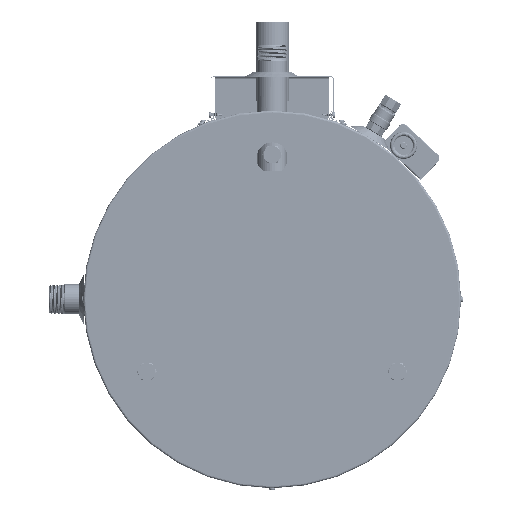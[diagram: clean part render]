
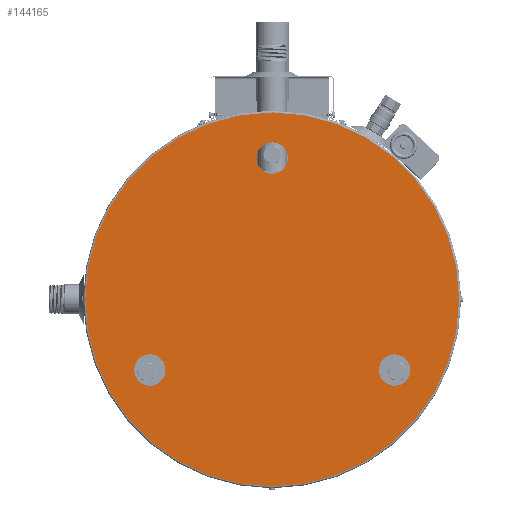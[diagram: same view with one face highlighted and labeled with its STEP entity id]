
A CAD part, front view. The second image highlights one B-rep face of the part: STEP entity #144165.
In plain terms, the highlighted planar face has unit normal (0, -1, 0).
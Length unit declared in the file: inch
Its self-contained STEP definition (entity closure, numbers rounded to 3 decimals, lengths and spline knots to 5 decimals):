
#353 = DIRECTION ( 'NONE',  ( 0., 1., 0. ) ) ;
#6446 = CARTESIAN_POINT ( 'NONE',  ( -1., 1.705, 9. ) ) ;
#7889 = CARTESIAN_POINT ( 'NONE',  ( 6.79423, 1.705, -4.5 ) ) ;
#13841 = AXIS2_PLACEMENT_3D ( 'NONE', #81108, #22529, #33196 ) ;
#22529 = DIRECTION ( 'NONE',  ( 0., 1., 0. ) ) ;
#30232 = DIRECTION ( 'NONE',  ( 0., -1., 0. ) ) ;
#31301 = VERTEX_POINT ( 'NONE', #89142 ) ;
#33196 = DIRECTION ( 'NONE',  ( -1., 0., 0. ) ) ;
#38669 = AXIS2_PLACEMENT_3D ( 'NONE', #133999, #53283, #143192 ) ;
#40924 = AXIS2_PLACEMENT_3D ( 'NONE', #59181, #117788, #59922 ) ;
#43016 = FACE_BOUND ( 'NONE', #140651, .T. ) ;
#50306 = ORIENTED_EDGE ( 'NONE', *, *, #121721, .T. ) ;
#53283 = DIRECTION ( 'NONE',  ( 0., 1., 0. ) ) ;
#53814 = VERTEX_POINT ( 'NONE', #72308 ) ;
#58007 = EDGE_CURVE ( 'NONE', #125113, #125113, #106187, .T. ) ;
#58378 = ORIENTED_EDGE ( 'NONE', *, *, #110480, .T. ) ;
#59181 = CARTESIAN_POINT ( 'NONE',  ( 0., 1.705, 9. ) ) ;
#59922 = DIRECTION ( 'NONE',  ( -1., 0., 0. ) ) ;
#70527 = EDGE_LOOP ( 'NONE', ( #50306 ) ) ;
#72308 = CARTESIAN_POINT ( 'NONE',  ( -8.79423, 1.705, -4.5 ) ) ;
#80981 = AXIS2_PLACEMENT_3D ( 'NONE', #99541, #30232, #123103 ) ;
#81108 = CARTESIAN_POINT ( 'NONE',  ( 7.79423, 1.705, -4.5 ) ) ;
#89142 = CARTESIAN_POINT ( 'NONE',  ( 11.905, 1.705, 0. ) ) ;
#89236 = ORIENTED_EDGE ( 'NONE', *, *, #58007, .T. ) ;
#91398 = EDGE_LOOP ( 'NONE', ( #58378 ) ) ;
#97062 = VERTEX_POINT ( 'NONE', #6446 ) ;
#99541 = CARTESIAN_POINT ( 'NONE',  ( 0., 1.705, 0. ) ) ;
#101906 = CIRCLE ( 'NONE', #38669, 1. ) ;
#104243 = EDGE_CURVE ( 'NONE', #31301, #31301, #146757, .T. ) ;
#106187 = CIRCLE ( 'NONE', #13841, 1. ) ;
#110480 = EDGE_CURVE ( 'NONE', #53814, #53814, #101906, .T. ) ;
#112255 = FACE_BOUND ( 'NONE', #91398, .T. ) ;
#113434 = CIRCLE ( 'NONE', #40924, 1. ) ;
#113761 = FACE_OUTER_BOUND ( 'NONE', #114199, .T. ) ;
#114199 = EDGE_LOOP ( 'NONE', ( #118136 ) ) ;
#117788 = DIRECTION ( 'NONE',  ( 0., 1., 0. ) ) ;
#118136 = ORIENTED_EDGE ( 'NONE', *, *, #104243, .T. ) ;
#121721 = EDGE_CURVE ( 'NONE', #97062, #97062, #113434, .T. ) ;
#123103 = DIRECTION ( 'NONE',  ( 1., 0., 0. ) ) ;
#125113 = VERTEX_POINT ( 'NONE', #7889 ) ;
#125216 = FACE_BOUND ( 'NONE', #70527, .T. ) ;
#128179 = PLANE ( 'NONE',  #129774 ) ;
#129774 = AXIS2_PLACEMENT_3D ( 'NONE', #141175, #353, #142676 ) ;
#133999 = CARTESIAN_POINT ( 'NONE',  ( -7.79423, 1.705, -4.5 ) ) ;
#140651 = EDGE_LOOP ( 'NONE', ( #89236 ) ) ;
#141175 = CARTESIAN_POINT ( 'NONE',  ( 0., 1.705, 0. ) ) ;
#142676 = DIRECTION ( 'NONE',  ( -1., 0., 0. ) ) ;
#143192 = DIRECTION ( 'NONE',  ( -1., 0., 0. ) ) ;
#144165 = ADVANCED_FACE ( 'NONE', ( #43016, #112255, #125216, #113761 ), #128179, .F. ) ;
#146757 = CIRCLE ( 'NONE', #80981, 11.905 ) ;
